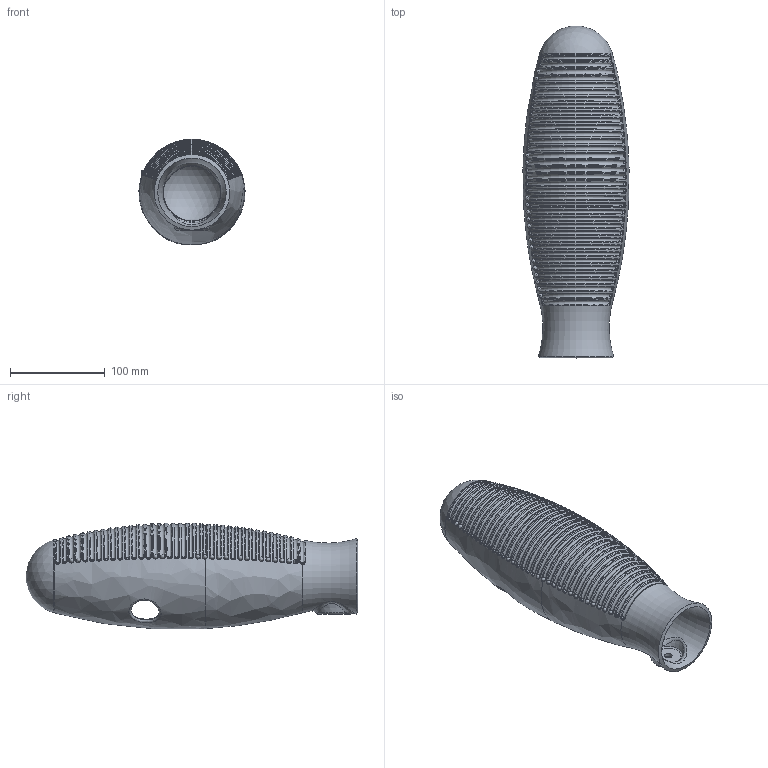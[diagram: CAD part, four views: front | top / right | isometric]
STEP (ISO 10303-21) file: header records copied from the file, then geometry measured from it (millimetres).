
FILE_DESCRIPTION(/* description */ (''),/* implementation_level */ '2;1');
FILE_NAME(/* name */ 'Guiro.step',/* time_stamp */ '2017-12-16T18:39:04+01:00',/* author */ ('neistridlar'),/* organization */ (''),/* preprocessor_version */ 'ST-DEVELOPER v16.13',/* originating_system */ 'Autodesk Translation Framework v6.5.0.72',/* authorisation */ '');
FILE_SCHEMA (('AUTOMOTIVE_DESIGN { 1 0 10303 214 3 1 1 }'));
Length unit declared in the file: millimetre
Products named in the file (1): Guiro
Bounding box: 112.26 x 350.96 x 111.81 mm (x, y, z)
Volume: 513877.1 mm3; surface area: 213546 mm2
Topology: 3 solids, 3 shells, 310 faces, 883 edges, 529 vertices
Faces by surface type: torus 116, bspline 98, sphere 78, cone 9, plane 6, cylinder 3
Full cylindrical faces by diameter (mm): 8 x1, 30 x2
Entity records: 15443 total; most frequent: CARTESIAN_POINT 7851, ORIENTED_EDGE 1656, DIRECTION 1567, EDGE_CURVE 828, AXIS2_PLACEMENT_3D 780, CIRCLE 567, VERTEX_POINT 560, EDGE_LOOP 356
